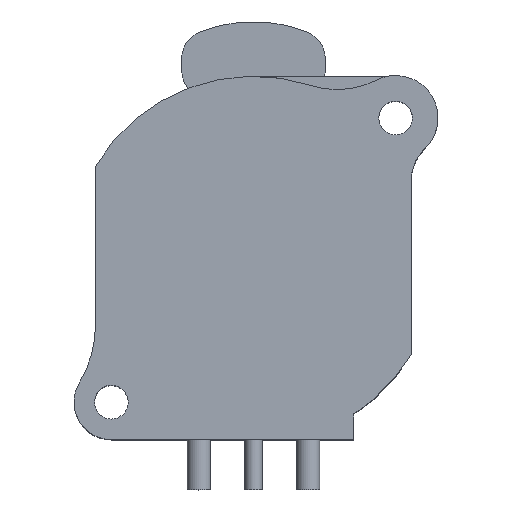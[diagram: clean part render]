
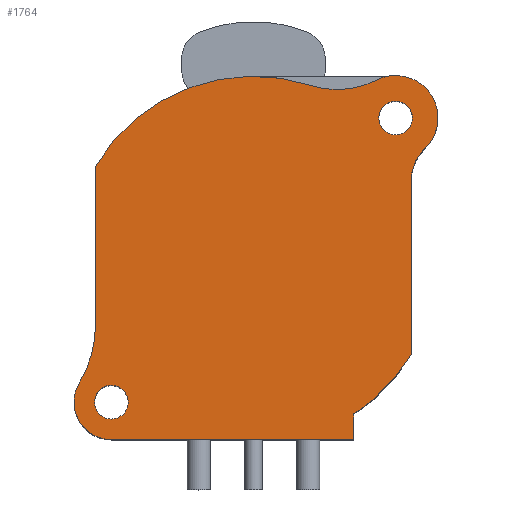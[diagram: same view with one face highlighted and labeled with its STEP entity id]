
A CAD part, top view. The second image highlights one B-rep face of the part: STEP entity #1764.
In plain terms, the highlighted planar face has unit normal (0, 0, 1).
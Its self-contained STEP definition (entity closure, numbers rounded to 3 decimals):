
#377=CARTESIAN_POINT('',(9.9,9.9,19.5));
#378=DIRECTION('',(0.,0.,-1.));
#379=DIRECTION('',(1.,0.,0.));
#380=AXIS2_PLACEMENT_3D('',#377,#378,#379);
#385=CARTESIAN_POINT('',(9.9,9.9,19.5));
#386=DIRECTION('',(0.,0.,-1.));
#387=DIRECTION('',(-1.,0.,0.));
#388=AXIS2_PLACEMENT_3D('',#385,#386,#387);
#393=CARTESIAN_POINT('',(-9.9,-9.9,19.5));
#394=DIRECTION('',(0.,0.,-1.));
#395=DIRECTION('',(1.,0.,0.));
#396=AXIS2_PLACEMENT_3D('',#393,#394,#395);
#401=CARTESIAN_POINT('',(-9.9,-9.9,19.5));
#402=DIRECTION('',(0.,0.,-1.));
#403=DIRECTION('',(-1.,0.,0.));
#404=AXIS2_PLACEMENT_3D('',#401,#402,#403);
#409=DIRECTION('',(0.,-1.,0.));
#410=VECTOR('',#409,11.009);
#411=CARTESIAN_POINT('',(-11.,6.545,19.5));
#412=LINE('',#411,#410);
#416=CARTESIAN_POINT('',(0.,0.,19.5));
#417=DIRECTION('',(0.,0.,1.));
#418=DIRECTION('',(0.31,0.951,0.));
#419=AXIS2_PLACEMENT_3D('',#416,#417,#418);
#424=CARTESIAN_POINT('',(5.833,17.872,19.5));
#425=DIRECTION('',(0.,0.,-1.));
#426=DIRECTION('',(0.454,-0.891,0.));
#427=AXIS2_PLACEMENT_3D('',#424,#425,#426);
#432=CARTESIAN_POINT('',(9.9,9.9,19.5));
#433=DIRECTION('',(0.,0.,1.));
#434=DIRECTION('',(0.689,-0.725,0.));
#435=AXIS2_PLACEMENT_3D('',#432,#433,#434);
#440=CARTESIAN_POINT('',(14.,5.588,19.5));
#441=DIRECTION('',(0.,0.,-1.));
#442=DIRECTION('',(-1.,0.,0.));
#443=AXIS2_PLACEMENT_3D('',#440,#441,#442);
#448=DIRECTION('',(0.,1.,0.));
#449=VECTOR('',#448,12.133);
#450=CARTESIAN_POINT('',(11.,-6.545,19.5));
#451=LINE('',#450,#449);
#455=CARTESIAN_POINT('',(0.,0.,19.5));
#456=DIRECTION('',(0.,0.,1.));
#457=DIRECTION('',(0.547,-0.837,0.));
#458=AXIS2_PLACEMENT_3D('',#455,#456,#457);
#463=DIRECTION('',(0.,1.,0.));
#464=VECTOR('',#463,1.784);
#465=CARTESIAN_POINT('',(7.,-12.5,19.5));
#466=LINE('',#465,#464);
#470=DIRECTION('',(1.,0.,0.));
#471=VECTOR('',#470,16.9);
#472=CARTESIAN_POINT('',(-9.9,-12.5,19.5));
#473=LINE('',#472,#471);
#477=CARTESIAN_POINT('',(-9.9,-9.9,19.5));
#478=DIRECTION('',(0.,0.,1.));
#479=DIRECTION('',(-0.858,0.513,0.));
#480=AXIS2_PLACEMENT_3D('',#477,#478,#479);
#485=CARTESIAN_POINT('',(-19.,-4.464,19.5));
#486=DIRECTION('',(0.,0.,-1.));
#487=DIRECTION('',(1.,0.,0.));
#488=AXIS2_PLACEMENT_3D('',#485,#486,#487);
#1435=CARTESIAN_POINT('',(-11.,6.545,19.5));
#1436=CARTESIAN_POINT('',(-11.,-4.464,19.5));
#1437=VERTEX_POINT('',#1435);
#1438=VERTEX_POINT('',#1436);
#1439=CARTESIAN_POINT('',(-12.132,-8.567,19.5));
#1440=CARTESIAN_POINT('',(-9.9,-12.5,19.5));
#1441=VERTEX_POINT('',#1439);
#1442=VERTEX_POINT('',#1440);
#1443=CARTESIAN_POINT('',(7.,-12.5,19.5));
#1444=VERTEX_POINT('',#1443);
#1445=CARTESIAN_POINT('',(7.,-10.716,19.5));
#1446=VERTEX_POINT('',#1445);
#1447=CARTESIAN_POINT('',(11.,-6.545,19.5));
#1448=CARTESIAN_POINT('',(11.,5.588,19.5));
#1449=VERTEX_POINT('',#1447);
#1450=VERTEX_POINT('',#1448);
#1451=CARTESIAN_POINT('',(11.933,7.762,19.5));
#1452=CARTESIAN_POINT('',(8.559,12.528,19.5));
#1453=VERTEX_POINT('',#1451);
#1454=VERTEX_POINT('',#1452);
#1455=CARTESIAN_POINT('',(3.971,12.168,19.5));
#1456=VERTEX_POINT('',#1455);
#1467=CARTESIAN_POINT('',(11.075,9.9,19.5));
#1468=CARTESIAN_POINT('',(8.725,9.9,19.5));
#1469=VERTEX_POINT('',#1467);
#1470=VERTEX_POINT('',#1468);
#1471=CARTESIAN_POINT('',(-8.725,-9.9,19.5));
#1472=CARTESIAN_POINT('',(-11.075,-9.9,19.5));
#1473=VERTEX_POINT('',#1471);
#1474=VERTEX_POINT('',#1472);
#1725=CARTESIAN_POINT('',(0.,0.,19.5));
#1726=DIRECTION('',(0.,0.,1.));
#1727=DIRECTION('',(1.,0.,0.));
#1728=AXIS2_PLACEMENT_3D('',#1725,#1726,#1727);
#1729=PLANE('',#1728);
#1731=ORIENTED_EDGE('',*,*,#1730,.F.);
#1733=ORIENTED_EDGE('',*,*,#1732,.F.);
#1735=ORIENTED_EDGE('',*,*,#1734,.F.);
#1737=ORIENTED_EDGE('',*,*,#1736,.F.);
#1739=ORIENTED_EDGE('',*,*,#1738,.F.);
#1741=ORIENTED_EDGE('',*,*,#1740,.F.);
#1743=ORIENTED_EDGE('',*,*,#1742,.F.);
#1745=ORIENTED_EDGE('',*,*,#1744,.F.);
#1747=ORIENTED_EDGE('',*,*,#1746,.F.);
#1749=ORIENTED_EDGE('',*,*,#1748,.F.);
#1751=ORIENTED_EDGE('',*,*,#1750,.F.);
#1752=EDGE_LOOP('',(#1731,#1733,#1735,#1737,#1739,#1741,#1743,#1745,#1747,#1749,
#1751));
#1753=FACE_OUTER_BOUND('',#1752,.F.);
#1755=ORIENTED_EDGE('',*,*,#1754,.F.);
#1757=ORIENTED_EDGE('',*,*,#1756,.F.);
#1758=EDGE_LOOP('',(#1755,#1757));
#1759=FACE_BOUND('',#1758,.F.);
#1760=ORIENTED_EDGE('',*,*,#1705,.F.);
#1761=ORIENTED_EDGE('',*,*,#1719,.F.);
#1762=EDGE_LOOP('',(#1760,#1761));
#1763=FACE_BOUND('',#1762,.F.);
#381=CIRCLE('',#380,1.175);
#389=CIRCLE('',#388,1.175);
#397=CIRCLE('',#396,1.175);
#405=CIRCLE('',#404,1.175);
#420=CIRCLE('',#419,12.8);
#428=CIRCLE('',#427,6.);
#436=CIRCLE('',#435,2.95);
#444=CIRCLE('',#443,3.);
#459=CIRCLE('',#458,12.8);
#481=CIRCLE('',#480,2.6);
#489=CIRCLE('',#488,8.);
#1705=EDGE_CURVE('',#1469,#1470,#381,.T.);
#1719=EDGE_CURVE('',#1470,#1469,#389,.T.);
#1730=EDGE_CURVE('',#1437,#1438,#412,.T.);
#1732=EDGE_CURVE('',#1456,#1437,#420,.T.);
#1734=EDGE_CURVE('',#1454,#1456,#428,.T.);
#1736=EDGE_CURVE('',#1453,#1454,#436,.T.);
#1738=EDGE_CURVE('',#1450,#1453,#444,.T.);
#1740=EDGE_CURVE('',#1449,#1450,#451,.T.);
#1742=EDGE_CURVE('',#1446,#1449,#459,.T.);
#1744=EDGE_CURVE('',#1444,#1446,#466,.T.);
#1746=EDGE_CURVE('',#1442,#1444,#473,.T.);
#1748=EDGE_CURVE('',#1441,#1442,#481,.T.);
#1750=EDGE_CURVE('',#1438,#1441,#489,.T.);
#1754=EDGE_CURVE('',#1473,#1474,#397,.T.);
#1756=EDGE_CURVE('',#1474,#1473,#405,.T.);
#1764=ADVANCED_FACE('',(#1753,#1759,#1763),#1729,.T.);
